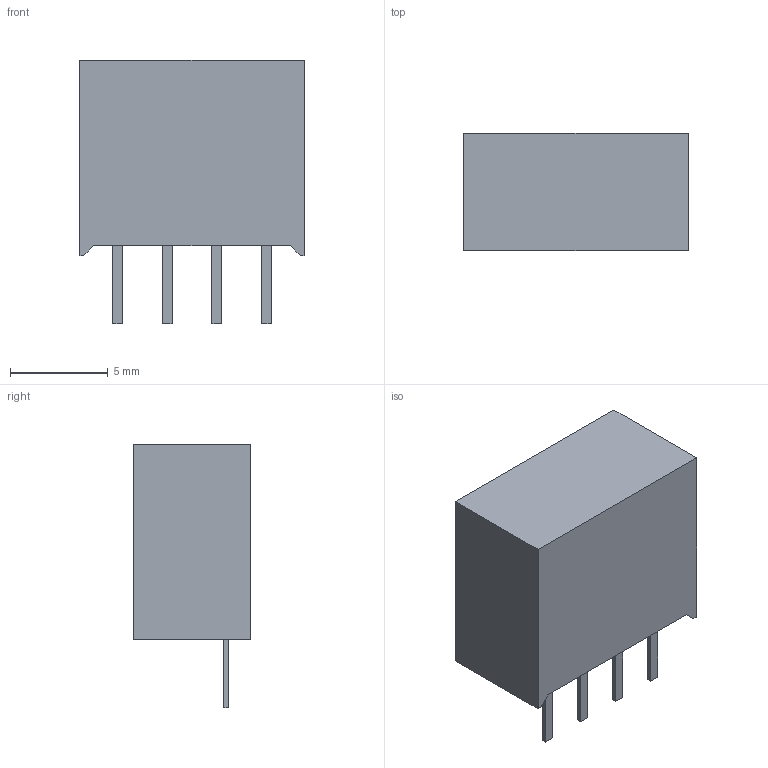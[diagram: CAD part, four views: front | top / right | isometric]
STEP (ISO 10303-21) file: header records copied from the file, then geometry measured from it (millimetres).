
FILE_DESCRIPTION(/* description */ (''),/* implementation_level */ '2;1');
FILE_NAME(/* name */ 'ROE_0505.stp',/* time_stamp */ '2017-05-11T21:07:41-04:00',/* author */ (''),/* organization */ (''),/* preprocessor_version */ 'ST-DEVELOPER v16.13',/* originating_system */ 'Autodesk Translation Framework v6.1.1.50',/* authorisation */ '');
FILE_SCHEMA (('AUTOMOTIVE_DESIGN { 1 0 10303 214 3 1 1 }'));
Length unit declared in the file: millimetre
Products named in the file (7): ROE_0505 v3; Body; Component2; Component3; Component4; Component5; Component6
Assembly tree (6 placements, depth 3):
  ROE_0505 v3
    Body
      Component2
      Component3
      Component4
      Component5
      Component6
Bounding box: 11.5 x 6 x 13.49 mm (x, y, z)
Volume: 659.6 mm3; surface area: 505.1 mm2
Topology: 5 solids, 5 shells, 34 faces, 72 edges, 48 vertices
Faces by surface type: plane 34
Entity records: 1066 total; most frequent: DIRECTION 168, CARTESIAN_POINT 168, ORIENTED_EDGE 144, LINE 72, VECTOR 72, EDGE_CURVE 72, VERTEX_POINT 48, AXIS2_PLACEMENT_3D 48
